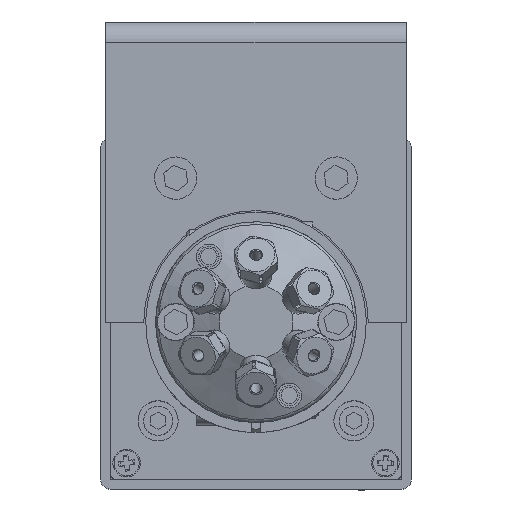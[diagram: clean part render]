
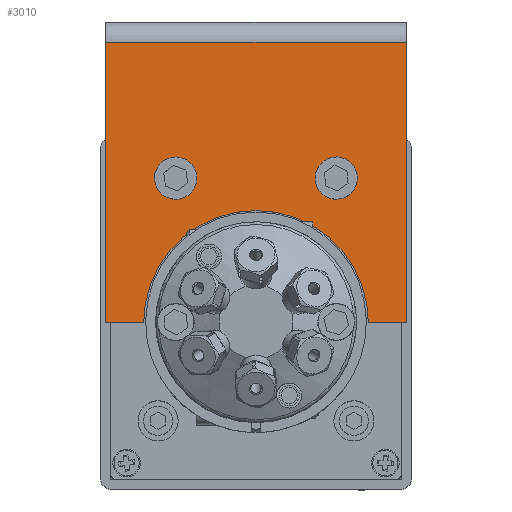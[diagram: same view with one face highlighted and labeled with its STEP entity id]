
A CAD part, top view. The second image highlights one B-rep face of the part: STEP entity #3010.
In plain terms, the highlighted planar face has unit normal (0, 0, 1).
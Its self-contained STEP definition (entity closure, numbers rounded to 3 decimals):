
#2613=CARTESIAN_POINT('',(3.175,20.955,24.526));
#2614=VERTEX_POINT('',#2613);
#2621=CARTESIAN_POINT('',(-2.857,20.955,24.526));
#2622=VERTEX_POINT('',#2621);
#2623=CARTESIAN_POINT('',(-2.857,20.955,24.526));
#2624=DIRECTION('',(1.0,0.0,0.0));
#2625=VECTOR('',#2624,6.032);
#2626=LINE('',#2623,#2625);
#2627=EDGE_CURVE('',#2622,#2614,#2626,.T.);
#2661=CARTESIAN_POINT('',(38.735,20.955,24.526));
#2662=VERTEX_POINT('',#2661);
#2669=CARTESIAN_POINT('',(20.955,20.955,24.526));
#2670=DIRECTION('',(0.0,0.0,-1.0));
#2671=DIRECTION('',(-1.0,0.0,0.0));
#2672=AXIS2_PLACEMENT_3D('',#2669,#2670,#2671);
#2673=CIRCLE('',#2672,17.78);
#2674=EDGE_CURVE('',#2614,#2662,#2673,.T.);
#2860=CARTESIAN_POINT('',(44.768,20.955,24.526));
#2861=VERTEX_POINT('',#2860);
#2868=CARTESIAN_POINT('',(38.735,20.955,24.526));
#2869=DIRECTION('',(1.0,0.0,0.0));
#2870=VECTOR('',#2869,6.033);
#2871=LINE('',#2868,#2870);
#2872=EDGE_CURVE('',#2662,#2861,#2871,.T.);
#2937=CARTESIAN_POINT('',(44.768,65.405,24.526));
#2938=VERTEX_POINT('',#2937);
#2947=CARTESIAN_POINT('',(-2.857,65.405,24.526));
#2948=VERTEX_POINT('',#2947);
#2956=CARTESIAN_POINT('',(-2.857,65.405,24.526));
#2957=DIRECTION('',(1.0,0.0,0.0));
#2958=VECTOR('',#2957,47.625);
#2959=LINE('',#2956,#2958);
#2960=EDGE_CURVE('',#2948,#2938,#2959,.T.);
#2965=CARTESIAN_POINT('',(-2.857,20.955,24.526));
#2966=DIRECTION('',(0.0,0.0,1.0));
#2967=DIRECTION('',(-1.0,0.0,0.0));
#2968=AXIS2_PLACEMENT_3D('',#2965,#2966,#2967);
#2969=PLANE('',#2968);
#2970=ORIENTED_EDGE('',*,*,#2960,.F.);
#2971=CARTESIAN_POINT('',(-2.857,20.955,24.526));
#2972=DIRECTION('',(0.0,1.0,0.0));
#2973=VECTOR('',#2972,44.45);
#2974=LINE('',#2971,#2973);
#2975=EDGE_CURVE('',#2622,#2948,#2974,.T.);
#2976=ORIENTED_EDGE('',*,*,#2975,.F.);
#2977=ORIENTED_EDGE('',*,*,#2627,.T.);
#2978=ORIENTED_EDGE('',*,*,#2674,.T.);
#2979=ORIENTED_EDGE('',*,*,#2872,.T.);
#2980=CARTESIAN_POINT('',(44.768,20.955,24.526));
#2981=DIRECTION('',(0.0,1.0,0.0));
#2982=VECTOR('',#2981,44.45);
#2983=LINE('',#2980,#2982);
#2984=EDGE_CURVE('',#2861,#2938,#2983,.T.);
#2985=ORIENTED_EDGE('',*,*,#2984,.T.);
#2986=EDGE_LOOP('',(#2970,#2976,#2977,#2978,#2979,#2985));
#2987=FACE_OUTER_BOUND('',#2986,.T.);
#2988=CARTESIAN_POINT('',(31.495,43.866,24.526));
#2989=VERTEX_POINT('',#2988);
#2990=CARTESIAN_POINT('',(33.655,43.866,24.526));
#2991=DIRECTION('',(0.0,0.0,-1.0));
#2992=DIRECTION('',(-1.0,0.0,0.0));
#2993=AXIS2_PLACEMENT_3D('',#2990,#2991,#2992);
#2994=CIRCLE('',#2993,2.16);
#2995=EDGE_CURVE('',#2989,#2989,#2994,.T.);
#2996=ORIENTED_EDGE('',*,*,#2995,.T.);
#2997=EDGE_LOOP('',(#2996));
#2998=FACE_BOUND('',#2997,.T.);
#2999=CARTESIAN_POINT('',(6.095,43.866,24.526));
#3000=VERTEX_POINT('',#2999);
#3001=CARTESIAN_POINT('',(8.255,43.866,24.526));
#3002=DIRECTION('',(0.0,0.0,-1.0));
#3003=DIRECTION('',(-1.0,0.0,0.0));
#3004=AXIS2_PLACEMENT_3D('',#3001,#3002,#3003);
#3005=CIRCLE('',#3004,2.16);
#3006=EDGE_CURVE('',#3000,#3000,#3005,.T.);
#3007=ORIENTED_EDGE('',*,*,#3006,.T.);
#3008=EDGE_LOOP('',(#3007));
#3009=FACE_BOUND('',#3008,.T.);
#3010=ADVANCED_FACE('',(#2987,#2998,#3009),#2969,.T.);
